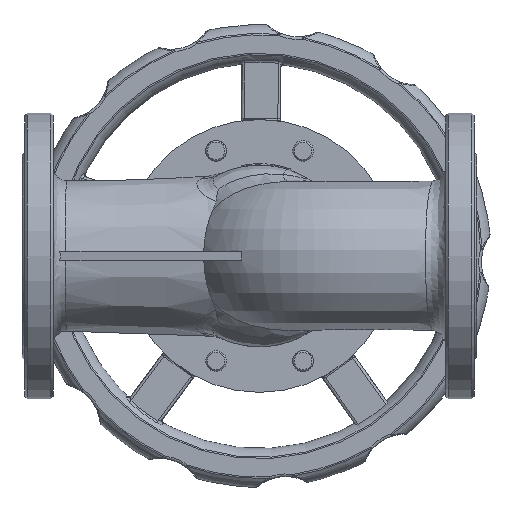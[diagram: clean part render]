
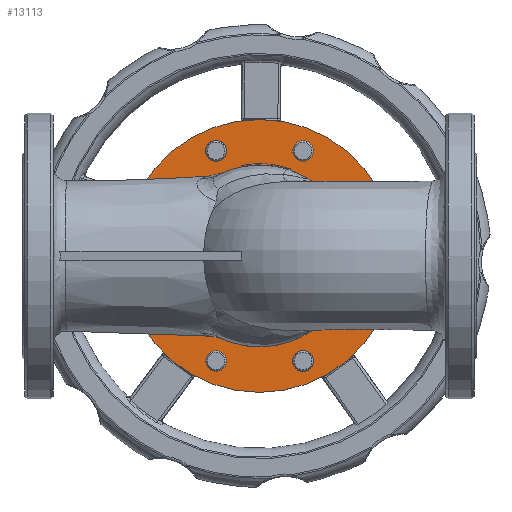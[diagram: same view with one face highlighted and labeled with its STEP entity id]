
A CAD part, front view. The second image highlights one B-rep face of the part: STEP entity #13113.
In plain terms, the highlighted planar face has unit normal (0, -1, 0).
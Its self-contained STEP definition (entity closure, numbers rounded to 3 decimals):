
#406=FACE_BOUND('',#4069,.T.);
#407=FACE_BOUND('',#4070,.T.);
#408=FACE_BOUND('',#4071,.T.);
#409=FACE_BOUND('',#4072,.T.);
#410=FACE_BOUND('',#4073,.T.);
#411=FACE_BOUND('',#4074,.T.);
#412=FACE_BOUND('',#4075,.T.);
#413=FACE_BOUND('',#4076,.T.);
#414=FACE_BOUND('',#4077,.T.);
#495=PLANE('',#14116);
#2078=CIRCLE('',#14099,105.);
#2079=CIRCLE('',#14101,8.);
#2080=CIRCLE('',#14103,8.);
#2081=CIRCLE('',#14105,8.);
#2082=CIRCLE('',#14107,8.);
#2083=CIRCLE('',#14109,8.);
#2084=CIRCLE('',#14111,8.);
#2085=CIRCLE('',#14113,8.);
#2086=CIRCLE('',#14115,8.);
#2087=CIRCLE('',#14117,70.);
#3219=FACE_OUTER_BOUND('',#4068,.T.);
#4068=EDGE_LOOP('',(#8565));
#4069=EDGE_LOOP('',(#8566,#8567));
#4070=EDGE_LOOP('',(#8568));
#4071=EDGE_LOOP('',(#8569));
#4072=EDGE_LOOP('',(#8570));
#4073=EDGE_LOOP('',(#8571));
#4074=EDGE_LOOP('',(#8572));
#4075=EDGE_LOOP('',(#8573));
#4076=EDGE_LOOP('',(#8574));
#4077=EDGE_LOOP('',(#8575));
#4946=B_SPLINE_CURVE_WITH_KNOTS('',3,(#21175,#21176,#21177,#21178,#21179,
#21180,#21181,#21182,#21183,#21184,#21185,#21186,#21187,#21188,#21189,#21190),
 .UNSPECIFIED.,.F.,.F.,(4,2,2,2,2,2,2,4),(0.,1.633,2.258,
2.652,3.009,3.457,4.312,5.517),
 .UNSPECIFIED.);
#5327=VERTEX_POINT('',#21137);
#5328=VERTEX_POINT('',#21141);
#5329=VERTEX_POINT('',#21145);
#5330=VERTEX_POINT('',#21149);
#5331=VERTEX_POINT('',#21153);
#5332=VERTEX_POINT('',#21157);
#5333=VERTEX_POINT('',#21161);
#5334=VERTEX_POINT('',#21165);
#5335=VERTEX_POINT('',#21169);
#5336=VERTEX_POINT('',#21173);
#5337=VERTEX_POINT('',#21174);
#6509=EDGE_CURVE('',#5327,#5327,#2078,.T.);
#6511=EDGE_CURVE('',#5328,#5328,#2079,.T.);
#6513=EDGE_CURVE('',#5329,#5329,#2080,.T.);
#6515=EDGE_CURVE('',#5330,#5330,#2081,.T.);
#6517=EDGE_CURVE('',#5331,#5331,#2082,.T.);
#6519=EDGE_CURVE('',#5332,#5332,#2083,.T.);
#6521=EDGE_CURVE('',#5333,#5333,#2084,.T.);
#6523=EDGE_CURVE('',#5334,#5334,#2085,.T.);
#6525=EDGE_CURVE('',#5335,#5335,#2086,.T.);
#6526=EDGE_CURVE('',#5336,#5337,#4946,.T.);
#6527=EDGE_CURVE('',#5337,#5336,#2087,.T.);
#8565=ORIENTED_EDGE('',*,*,#6509,.F.);
#8566=ORIENTED_EDGE('',*,*,#6526,.T.);
#8567=ORIENTED_EDGE('',*,*,#6527,.T.);
#8568=ORIENTED_EDGE('',*,*,#6525,.F.);
#8569=ORIENTED_EDGE('',*,*,#6523,.F.);
#8570=ORIENTED_EDGE('',*,*,#6521,.F.);
#8571=ORIENTED_EDGE('',*,*,#6519,.F.);
#8572=ORIENTED_EDGE('',*,*,#6517,.F.);
#8573=ORIENTED_EDGE('',*,*,#6515,.F.);
#8574=ORIENTED_EDGE('',*,*,#6513,.F.);
#8575=ORIENTED_EDGE('',*,*,#6511,.F.);
#13113=ADVANCED_FACE('',(#3219,#406,#407,#408,#409,#410,#411,#412,#413,
#414),#495,.F.);
#14099=AXIS2_PLACEMENT_3D('',#21139,#15919,#15920);
#14101=AXIS2_PLACEMENT_3D('',#21143,#15924,#15925);
#14103=AXIS2_PLACEMENT_3D('',#21147,#15929,#15930);
#14105=AXIS2_PLACEMENT_3D('',#21151,#15934,#15935);
#14107=AXIS2_PLACEMENT_3D('',#21155,#15939,#15940);
#14109=AXIS2_PLACEMENT_3D('',#21159,#15944,#15945);
#14111=AXIS2_PLACEMENT_3D('',#21163,#15949,#15950);
#14113=AXIS2_PLACEMENT_3D('',#21167,#15954,#15955);
#14115=AXIS2_PLACEMENT_3D('',#21171,#15959,#15960);
#14116=AXIS2_PLACEMENT_3D('',#21172,#15961,#15962);
#14117=AXIS2_PLACEMENT_3D('',#21191,#15963,#15964);
#15919=DIRECTION('center_axis',(0.,1.,0.));
#15920=DIRECTION('ref_axis',(1.,0.,0.));
#15924=DIRECTION('center_axis',(0.,-1.,0.));
#15925=DIRECTION('ref_axis',(-1.,0.,0.));
#15929=DIRECTION('center_axis',(0.,-1.,0.));
#15930=DIRECTION('ref_axis',(-1.,0.,0.));
#15934=DIRECTION('center_axis',(0.,-1.,0.));
#15935=DIRECTION('ref_axis',(-1.,0.,0.));
#15939=DIRECTION('center_axis',(0.,-1.,0.));
#15940=DIRECTION('ref_axis',(-1.,0.,0.));
#15944=DIRECTION('center_axis',(0.,-1.,0.));
#15945=DIRECTION('ref_axis',(-1.,0.,0.));
#15949=DIRECTION('center_axis',(0.,-1.,0.));
#15950=DIRECTION('ref_axis',(-1.,0.,0.));
#15954=DIRECTION('center_axis',(0.,-1.,0.));
#15955=DIRECTION('ref_axis',(-1.,0.,0.));
#15959=DIRECTION('center_axis',(0.,-1.,0.));
#15960=DIRECTION('ref_axis',(-1.,0.,0.));
#15961=DIRECTION('center_axis',(0.,1.,0.));
#15962=DIRECTION('ref_axis',(0.,0.,1.));
#15963=DIRECTION('center_axis',(0.,1.,0.));
#15964=DIRECTION('ref_axis',(0.,0.,1.));
#21137=CARTESIAN_POINT('',(77.787,85.,0.));
#21139=CARTESIAN_POINT('Origin',(182.787,85.,0.));
#21141=CARTESIAN_POINT('',(271.626,85.,-33.485));
#21143=CARTESIAN_POINT('Origin',(263.626,85.,-33.485));
#21145=CARTESIAN_POINT('',(224.271,85.,-80.839));
#21147=CARTESIAN_POINT('Origin',(216.271,85.,-80.839));
#21149=CARTESIAN_POINT('',(157.302,85.,-80.839));
#21151=CARTESIAN_POINT('Origin',(149.302,85.,-80.839));
#21153=CARTESIAN_POINT('',(109.947,85.,-33.485));
#21155=CARTESIAN_POINT('Origin',(101.947,85.,-33.485));
#21157=CARTESIAN_POINT('',(109.947,85.,33.485));
#21159=CARTESIAN_POINT('Origin',(101.947,85.,33.485));
#21161=CARTESIAN_POINT('',(157.302,85.,80.839));
#21163=CARTESIAN_POINT('Origin',(149.302,85.,80.839));
#21165=CARTESIAN_POINT('',(224.271,85.,80.839));
#21167=CARTESIAN_POINT('Origin',(216.271,85.,80.839));
#21169=CARTESIAN_POINT('',(271.626,85.,33.485));
#21171=CARTESIAN_POINT('Origin',(263.626,85.,33.485));
#21172=CARTESIAN_POINT('Origin',(182.787,85.,0.));
#21173=CARTESIAN_POINT('',(118.066,85.,-26.668));
#21174=CARTESIAN_POINT('',(118.066,85.,26.668));
#21175=CARTESIAN_POINT('Ctrl Pts',(118.066,85.,-26.668));
#21176=CARTESIAN_POINT('Ctrl Pts',(115.992,85.,-21.637));
#21177=CARTESIAN_POINT('Ctrl Pts',(114.144,85.,-16.518));
#21178=CARTESIAN_POINT('Ctrl Pts',(112.56,85.,-9.145));
#21179=CARTESIAN_POINT('Ctrl Pts',(112.228,85.,-7.093));
#21180=CARTESIAN_POINT('Ctrl Pts',(111.89,85.,-3.705));
#21181=CARTESIAN_POINT('Ctrl Pts',(111.809,85.,-2.396));
#21182=CARTESIAN_POINT('Ctrl Pts',(111.755,85.,0.111));
#21183=CARTESIAN_POINT('Ctrl Pts',(111.772,85.,1.3));
#21184=CARTESIAN_POINT('Ctrl Pts',(111.906,85.,3.986));
#21185=CARTESIAN_POINT('Ctrl Pts',(112.047,85.,5.472));
#21186=CARTESIAN_POINT('Ctrl Pts',(112.639,85.,9.784));
#21187=CARTESIAN_POINT('Ctrl Pts',(113.248,85.,12.553));
#21188=CARTESIAN_POINT('Ctrl Pts',(115.12,85.,19.173));
#21189=CARTESIAN_POINT('Ctrl Pts',(116.534,85.,22.951));
#21190=CARTESIAN_POINT('Ctrl Pts',(118.066,85.,26.668));
#21191=CARTESIAN_POINT('Origin',(182.787,85.,0.));
